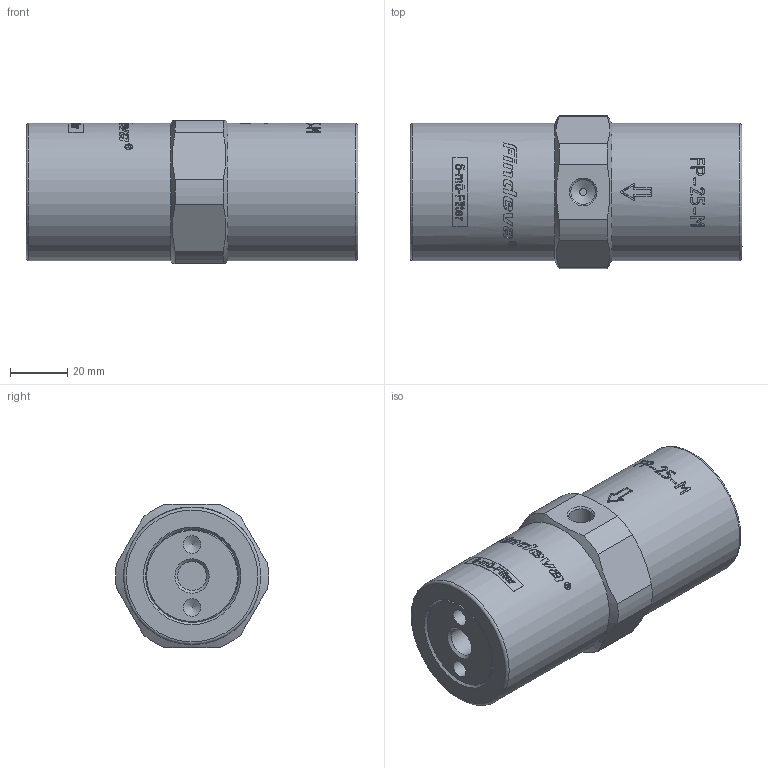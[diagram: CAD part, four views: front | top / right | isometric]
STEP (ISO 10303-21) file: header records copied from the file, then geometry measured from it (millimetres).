
FILE_DESCRIPTION((''),'2;1');
FILE_NAME('9025-20-M.stp','2012-04-02T23:11:53',('Petr'),(''),'Autodesk Inventor 2011','Autodesk Inventor 2011','');
FILE_SCHEMA(('CONFIG_CONTROL_DESIGN'));
Length unit declared in the file: millimetre
Products named in the file (1): 9025-20-M
Bounding box: 116 x 53.46 x 50 mm (x, y, z)
Volume: 210535 mm3; surface area: 23706 mm2
Topology: 1 solids, 1 shells, 451 faces, 1204 edges, 800 vertices
Faces by surface type: bspline 194, plane 184, cylinder 57, cone 14, torus 2
Full cylindrical faces by diameter (mm): 2.5 x1, 6.2 x4, 8.566 x1, 10.106 x1, 11.445 x1, 48 x2
Entity records: 47598 total; most frequent: CARTESIAN_POINT 37687, ORIENTED_EDGE 2330, DIRECTION 1284, EDGE_CURVE 1165, VERTEX_POINT 787, B_SPLINE_CURVE_WITH_KNOTS 545, EDGE_LOOP 522, FACE_OUTER_BOUND 451
